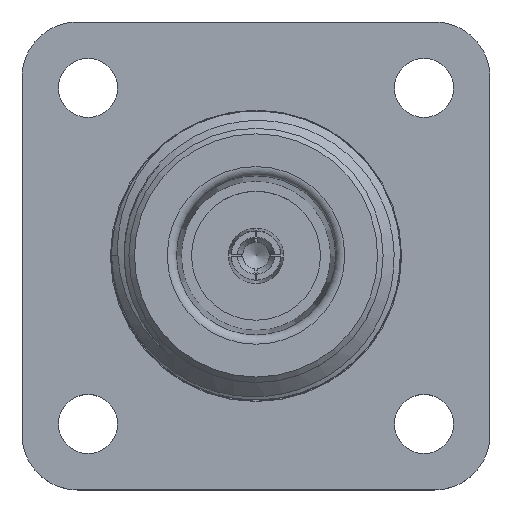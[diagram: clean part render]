
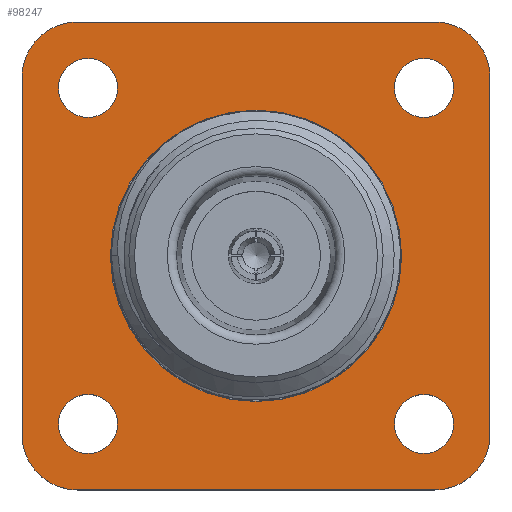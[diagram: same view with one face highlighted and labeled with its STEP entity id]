
A CAD part, top view. The second image highlights one B-rep face of the part: STEP entity #98247.
In plain terms, the highlighted planar face has unit normal (0, 0, 1).
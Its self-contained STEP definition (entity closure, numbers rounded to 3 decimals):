
#22422=PLANE('',#106427);
#22494=LINE('',#112211,#22734);
#22498=LINE('',#112223,#22738);
#22502=LINE('',#112235,#22742);
#22505=LINE('',#112264,#22745);
#22734=VECTOR('',#108267,1000.);
#22738=VECTOR('',#108279,1000.);
#22742=VECTOR('',#108291,1000.);
#22745=VECTOR('',#108326,1000.);
#23012=ORIENTED_EDGE('',*,*,#55630,.T.);
#23013=ORIENTED_EDGE('',*,*,#55626,.T.);
#23014=ORIENTED_EDGE('',*,*,#55624,.T.);
#23015=ORIENTED_EDGE('',*,*,#55622,.T.);
#23016=ORIENTED_EDGE('',*,*,#55620,.T.);
#23017=ORIENTED_EDGE('',*,*,#55600,.T.);
#23018=ORIENTED_EDGE('',*,*,#55604,.T.);
#23019=ORIENTED_EDGE('',*,*,#55607,.T.);
#23020=ORIENTED_EDGE('',*,*,#55610,.T.);
#23021=ORIENTED_EDGE('',*,*,#55613,.T.);
#23022=ORIENTED_EDGE('',*,*,#55616,.T.);
#23023=ORIENTED_EDGE('',*,*,#55619,.T.);
#23024=ORIENTED_EDGE('',*,*,#55629,.T.);
#55600=EDGE_CURVE('',#71914,#71913,#80147,.T.);
#55604=EDGE_CURVE('',#71913,#71916,#22494,.T.);
#55607=EDGE_CURVE('',#71916,#71918,#80149,.T.);
#55610=EDGE_CURVE('',#71918,#71920,#22498,.T.);
#55613=EDGE_CURVE('',#71920,#71922,#80151,.T.);
#55616=EDGE_CURVE('',#71922,#71924,#22502,.T.);
#55619=EDGE_CURVE('',#71924,#71926,#80153,.T.);
#55620=EDGE_CURVE('',#71927,#71927,#80154,.T.);
#55622=EDGE_CURVE('',#71929,#71929,#80156,.T.);
#55624=EDGE_CURVE('',#71931,#71931,#80158,.T.);
#55626=EDGE_CURVE('',#71933,#71933,#80160,.T.);
#55629=EDGE_CURVE('',#71926,#71914,#22505,.T.);
#55630=EDGE_CURVE('',#71935,#71935,#80162,.T.);
#71913=VERTEX_POINT('',#112202);
#71914=VERTEX_POINT('',#112204);
#71916=VERTEX_POINT('',#112210);
#71918=VERTEX_POINT('',#112216);
#71920=VERTEX_POINT('',#112222);
#71922=VERTEX_POINT('',#112228);
#71924=VERTEX_POINT('',#112234);
#71926=VERTEX_POINT('',#112240);
#71927=VERTEX_POINT('',#112244);
#71929=VERTEX_POINT('',#112249);
#71931=VERTEX_POINT('',#112254);
#71933=VERTEX_POINT('',#112259);
#71935=VERTEX_POINT('',#112267);
#80147=CIRCLE('',#106401,3.002);
#80149=CIRCLE('',#106405,3.002);
#80151=CIRCLE('',#106409,3.002);
#80153=CIRCLE('',#106413,3.002);
#80154=CIRCLE('',#106415,1.6);
#80156=CIRCLE('',#106418,1.6);
#80158=CIRCLE('',#106421,1.6);
#80160=CIRCLE('',#106424,1.6);
#80162=CIRCLE('',#106428,7.9);
#80281=EDGE_LOOP('',(#23012));
#80282=EDGE_LOOP('',(#23013));
#80283=EDGE_LOOP('',(#23014));
#80284=EDGE_LOOP('',(#23015));
#80285=EDGE_LOOP('',(#23016));
#80286=EDGE_LOOP('',(#23017,#23018,#23019,#23020,#23021,#23022,#23023,#23024));
#88453=FACE_BOUND('',#80281,.T.);
#88454=FACE_BOUND('',#80282,.T.);
#88455=FACE_BOUND('',#80283,.T.);
#88456=FACE_BOUND('',#80284,.T.);
#88457=FACE_BOUND('',#80285,.T.);
#88458=FACE_BOUND('',#80286,.T.);
#98247=ADVANCED_FACE('',(#88453,#88454,#88455,#88456,#88457,#88458),#22422,
 .T.);
#106401=AXIS2_PLACEMENT_3D('',#112203,#108260,#108261);
#106405=AXIS2_PLACEMENT_3D('',#112217,#108273,#108274);
#106409=AXIS2_PLACEMENT_3D('',#112229,#108285,#108286);
#106413=AXIS2_PLACEMENT_3D('',#112241,#108297,#108298);
#106415=AXIS2_PLACEMENT_3D('',#112243,#108301,#108302);
#106418=AXIS2_PLACEMENT_3D('',#112248,#108307,#108308);
#106421=AXIS2_PLACEMENT_3D('',#112253,#108313,#108314);
#106424=AXIS2_PLACEMENT_3D('',#112258,#108319,#108320);
#106427=AXIS2_PLACEMENT_3D('',#112265,#108327,#108328);
#106428=AXIS2_PLACEMENT_3D('',#112266,#108329,#108330);
#108260=DIRECTION('',(0.,0.,1.));
#108261=DIRECTION('',(1.,0.,0.));
#108267=DIRECTION('',(1.,0.,0.));
#108273=DIRECTION('',(0.,0.,1.));
#108274=DIRECTION('',(-1.,0.,0.));
#108279=DIRECTION('',(0.,1.,0.));
#108285=DIRECTION('',(0.,0.,1.));
#108286=DIRECTION('',(-1.,0.,0.));
#108291=DIRECTION('',(-1.,0.,0.));
#108297=DIRECTION('',(0.,0.,1.));
#108298=DIRECTION('',(1.,0.,0.));
#108301=DIRECTION('',(0.,0.,-1.));
#108302=DIRECTION('',(1.,0.,0.));
#108307=DIRECTION('',(0.,0.,-1.));
#108308=DIRECTION('',(1.,0.,0.));
#108313=DIRECTION('',(0.,0.,-1.));
#108314=DIRECTION('',(1.,0.,0.));
#108319=DIRECTION('',(0.,0.,-1.));
#108320=DIRECTION('',(1.,0.,0.));
#108326=DIRECTION('',(0.,-1.,0.));
#108327=DIRECTION('',(0.,0.,1.));
#108328=DIRECTION('',(1.,0.,0.));
#108329=DIRECTION('',(0.,0.,-1.));
#108330=DIRECTION('',(1.,0.,0.));
#112202=CARTESIAN_POINT('',(-9.698,-12.7,2.));
#112203=CARTESIAN_POINT('',(-9.698,-9.698,2.));
#112204=CARTESIAN_POINT('',(-12.7,-9.698,2.));
#112210=CARTESIAN_POINT('',(9.698,-12.7,2.));
#112211=CARTESIAN_POINT('',(-9.698,-12.7,2.));
#112216=CARTESIAN_POINT('',(12.7,-9.698,2.));
#112217=CARTESIAN_POINT('',(9.698,-9.698,2.));
#112222=CARTESIAN_POINT('',(12.7,9.698,2.));
#112223=CARTESIAN_POINT('',(12.7,-9.698,2.));
#112228=CARTESIAN_POINT('',(9.698,12.7,2.));
#112229=CARTESIAN_POINT('',(9.698,9.698,2.));
#112234=CARTESIAN_POINT('',(-9.698,12.7,2.));
#112235=CARTESIAN_POINT('',(9.698,12.7,2.));
#112240=CARTESIAN_POINT('',(-12.7,9.698,2.));
#112241=CARTESIAN_POINT('',(-9.698,9.698,2.));
#112243=CARTESIAN_POINT('',(-9.12,9.12,2.));
#112244=CARTESIAN_POINT('',(-7.52,9.12,2.));
#112248=CARTESIAN_POINT('',(9.12,9.12,2.));
#112249=CARTESIAN_POINT('',(10.72,9.12,2.));
#112253=CARTESIAN_POINT('',(9.12,-9.12,2.));
#112254=CARTESIAN_POINT('',(10.72,-9.12,2.));
#112258=CARTESIAN_POINT('',(-9.12,-9.12,2.));
#112259=CARTESIAN_POINT('',(-7.52,-9.12,2.));
#112264=CARTESIAN_POINT('',(-12.7,9.698,2.));
#112265=CARTESIAN_POINT('',(-9.698,-9.698,2.));
#112266=CARTESIAN_POINT('',(0.,0.,2.));
#112267=CARTESIAN_POINT('',(7.9,0.,2.));
